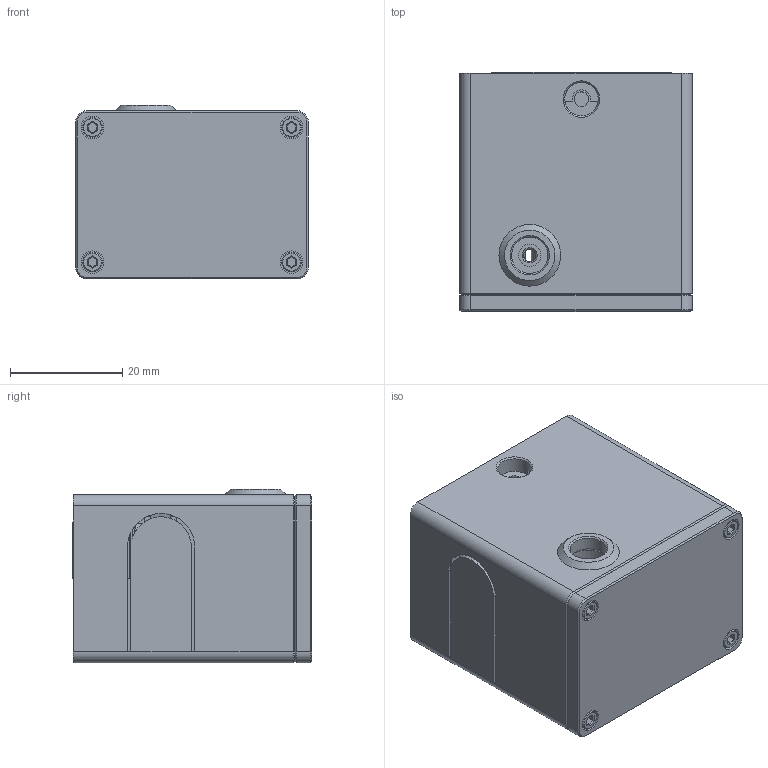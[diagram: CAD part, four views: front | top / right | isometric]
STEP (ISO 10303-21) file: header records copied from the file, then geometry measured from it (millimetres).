
FILE_DESCRIPTION(/* description */ (''),/* implementation_level */ '2;1');
FILE_NAME(/* name */ 'FilaDector.step',/* time_stamp */ '2023-01-09T19:39:38+01:00',/* author */ (''),/* organization */ (''),/* preprocessor_version */ 'ST-DEVELOPER v19.2',/* originating_system */ 'Autodesk Translation Framework v11.17.0.187',/* authorisation */ '');
FILE_SCHEMA (('AUTOMOTIVE_DESIGN { 1 0 10303 214 3 1 1 }'));
Length unit declared in the file: millimetre
Products named in the file (9): FilaDector2; 694z Bearing; Frame; Lever; Lid; Microswitch; Base; M3x8; M2x10
Assembly tree (18 placements, depth 2):
  FilaDector2
    Microswitch  x2
    694z Bearing  x2
    Frame
    Lever
    Lid
    Base
    M3x8  x3
    M2x10  x7
Bounding box: 41.5 x 42.65 x 31 mm (x, y, z)
Volume: 25865.3 mm3; surface area: 23896.3 mm2
Topology: 18 solids, 28 shells, 1110 faces, 2795 edges, 1802 vertices
Faces by surface type: plane 721, cylinder 218, bspline 102, cone 63, torus 6
Full cylindrical faces by diameter (mm): 1.5 x8, 1.85 x4, 1.9 x4, 2 x7, 2.05 x2, 2.2 x1, 2.5 x4, 2.6 x1, 2.7 x3, 2.9 x3, 3 x4, 3.2 x1, 3.5 x7, 4 x6, 5.3 x2, 5.5 x3, 6 x2, 6.5 x1, 8 x3, 8.2 x1, 9 x2
Entity records: 21801 total; most frequent: CARTESIAN_POINT 6564, ORIENTED_EDGE 3110, DIRECTION 2939, EDGE_CURVE 1571, LINE 1135, VECTOR 1135, VERTEX_POINT 1020, AXIS2_PLACEMENT_3D 902
